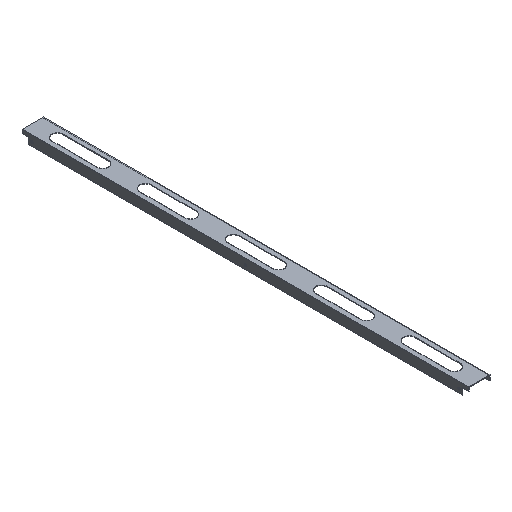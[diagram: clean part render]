
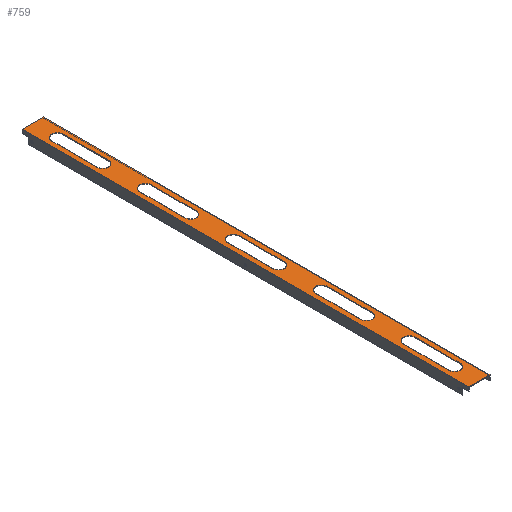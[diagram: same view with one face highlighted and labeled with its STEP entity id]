
A CAD part, isometric view. The second image highlights one B-rep face of the part: STEP entity #759.
In plain terms, the highlighted planar face has unit normal (0, 0, 1).
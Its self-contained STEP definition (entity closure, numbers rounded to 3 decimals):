
#18=FACE_BOUND('',#128,.T.);
#19=FACE_BOUND('',#129,.T.);
#20=FACE_BOUND('',#130,.T.);
#21=FACE_BOUND('',#131,.T.);
#22=FACE_BOUND('',#132,.T.);
#50=PLANE('',#845);
#87=FACE_OUTER_BOUND('',#127,.T.);
#127=EDGE_LOOP('',(#643,#644,#645,#646));
#128=EDGE_LOOP('',(#647,#648,#649,#650));
#129=EDGE_LOOP('',(#651,#652,#653,#654));
#130=EDGE_LOOP('',(#655,#656,#657,#658));
#131=EDGE_LOOP('',(#659,#660,#661,#662));
#132=EDGE_LOOP('',(#663,#664,#665,#666));
#147=LINE('',#1069,#226);
#151=LINE('',#1080,#230);
#155=LINE('',#1093,#234);
#159=LINE('',#1104,#238);
#163=LINE('',#1117,#242);
#167=LINE('',#1128,#246);
#171=LINE('',#1141,#250);
#175=LINE('',#1152,#254);
#179=LINE('',#1165,#258);
#183=LINE('',#1176,#262);
#204=LINE('',#1220,#283);
#218=LINE('',#1260,#297);
#219=LINE('',#1261,#298);
#220=LINE('',#1262,#299);
#226=VECTOR('',#862,10.);
#230=VECTOR('',#874,10.);
#234=VECTOR('',#886,10.);
#238=VECTOR('',#898,10.);
#242=VECTOR('',#910,10.);
#246=VECTOR('',#922,10.);
#250=VECTOR('',#934,10.);
#254=VECTOR('',#946,10.);
#258=VECTOR('',#958,10.);
#262=VECTOR('',#970,10.);
#283=VECTOR('',#1001,10.);
#297=VECTOR('',#1043,10.);
#298=VECTOR('',#1044,10.);
#299=VECTOR('',#1045,10.);
#303=CIRCLE('',#788,23.);
#305=CIRCLE('',#792,23.);
#307=CIRCLE('',#796,23.);
#309=CIRCLE('',#800,23.);
#311=CIRCLE('',#804,23.);
#313=CIRCLE('',#808,23.);
#315=CIRCLE('',#812,23.);
#317=CIRCLE('',#816,23.);
#319=CIRCLE('',#820,23.);
#321=CIRCLE('',#824,23.);
#329=VERTEX_POINT('',#1059);
#330=VERTEX_POINT('',#1060);
#333=VERTEX_POINT('',#1068);
#335=VERTEX_POINT('',#1074);
#337=VERTEX_POINT('',#1083);
#338=VERTEX_POINT('',#1084);
#341=VERTEX_POINT('',#1092);
#343=VERTEX_POINT('',#1098);
#345=VERTEX_POINT('',#1107);
#346=VERTEX_POINT('',#1108);
#349=VERTEX_POINT('',#1116);
#351=VERTEX_POINT('',#1122);
#353=VERTEX_POINT('',#1131);
#354=VERTEX_POINT('',#1132);
#357=VERTEX_POINT('',#1140);
#359=VERTEX_POINT('',#1146);
#361=VERTEX_POINT('',#1155);
#362=VERTEX_POINT('',#1156);
#365=VERTEX_POINT('',#1164);
#367=VERTEX_POINT('',#1170);
#385=VERTEX_POINT('',#1217);
#386=VERTEX_POINT('',#1219);
#397=VERTEX_POINT('',#1258);
#398=VERTEX_POINT('',#1259);
#399=EDGE_CURVE('',#329,#330,#303,.T.);
#403=EDGE_CURVE('',#333,#329,#147,.T.);
#406=EDGE_CURVE('',#335,#333,#305,.T.);
#409=EDGE_CURVE('',#330,#335,#151,.T.);
#411=EDGE_CURVE('',#337,#338,#307,.T.);
#415=EDGE_CURVE('',#341,#337,#155,.T.);
#418=EDGE_CURVE('',#343,#341,#309,.T.);
#421=EDGE_CURVE('',#338,#343,#159,.T.);
#423=EDGE_CURVE('',#345,#346,#311,.T.);
#427=EDGE_CURVE('',#349,#345,#163,.T.);
#430=EDGE_CURVE('',#351,#349,#313,.T.);
#433=EDGE_CURVE('',#346,#351,#167,.T.);
#435=EDGE_CURVE('',#353,#354,#315,.T.);
#439=EDGE_CURVE('',#357,#353,#171,.T.);
#442=EDGE_CURVE('',#359,#357,#317,.T.);
#445=EDGE_CURVE('',#354,#359,#175,.T.);
#447=EDGE_CURVE('',#361,#362,#319,.T.);
#451=EDGE_CURVE('',#365,#361,#179,.T.);
#454=EDGE_CURVE('',#367,#365,#321,.T.);
#457=EDGE_CURVE('',#362,#367,#183,.T.);
#478=EDGE_CURVE('',#385,#386,#204,.T.);
#498=EDGE_CURVE('',#397,#398,#218,.T.);
#499=EDGE_CURVE('',#397,#386,#219,.T.);
#500=EDGE_CURVE('',#385,#398,#220,.T.);
#643=ORIENTED_EDGE('',*,*,#498,.F.);
#644=ORIENTED_EDGE('',*,*,#499,.T.);
#645=ORIENTED_EDGE('',*,*,#478,.F.);
#646=ORIENTED_EDGE('',*,*,#500,.T.);
#647=ORIENTED_EDGE('',*,*,#399,.T.);
#648=ORIENTED_EDGE('',*,*,#409,.T.);
#649=ORIENTED_EDGE('',*,*,#406,.T.);
#650=ORIENTED_EDGE('',*,*,#403,.T.);
#651=ORIENTED_EDGE('',*,*,#411,.T.);
#652=ORIENTED_EDGE('',*,*,#421,.T.);
#653=ORIENTED_EDGE('',*,*,#418,.T.);
#654=ORIENTED_EDGE('',*,*,#415,.T.);
#655=ORIENTED_EDGE('',*,*,#423,.T.);
#656=ORIENTED_EDGE('',*,*,#433,.T.);
#657=ORIENTED_EDGE('',*,*,#430,.T.);
#658=ORIENTED_EDGE('',*,*,#427,.T.);
#659=ORIENTED_EDGE('',*,*,#435,.T.);
#660=ORIENTED_EDGE('',*,*,#445,.T.);
#661=ORIENTED_EDGE('',*,*,#442,.T.);
#662=ORIENTED_EDGE('',*,*,#439,.T.);
#663=ORIENTED_EDGE('',*,*,#447,.T.);
#664=ORIENTED_EDGE('',*,*,#457,.T.);
#665=ORIENTED_EDGE('',*,*,#454,.T.);
#666=ORIENTED_EDGE('',*,*,#451,.T.);
#759=ADVANCED_FACE('',(#87,#18,#19,#20,#21,#22),#50,.T.);
#788=AXIS2_PLACEMENT_3D('',#1061,#854,#855);
#792=AXIS2_PLACEMENT_3D('',#1075,#867,#868);
#796=AXIS2_PLACEMENT_3D('',#1085,#878,#879);
#800=AXIS2_PLACEMENT_3D('',#1099,#891,#892);
#804=AXIS2_PLACEMENT_3D('',#1109,#902,#903);
#808=AXIS2_PLACEMENT_3D('',#1123,#915,#916);
#812=AXIS2_PLACEMENT_3D('',#1133,#926,#927);
#816=AXIS2_PLACEMENT_3D('',#1147,#939,#940);
#820=AXIS2_PLACEMENT_3D('',#1157,#950,#951);
#824=AXIS2_PLACEMENT_3D('',#1171,#963,#964);
#845=AXIS2_PLACEMENT_3D('',#1257,#1041,#1042);
#854=DIRECTION('center_axis',(0.,0.,-1.));
#855=DIRECTION('ref_axis',(1.,0.,0.));
#862=DIRECTION('',(0.,-1.,0.));
#867=DIRECTION('center_axis',(0.,0.,-1.));
#868=DIRECTION('ref_axis',(-1.,0.,0.));
#874=DIRECTION('',(0.,1.,0.));
#878=DIRECTION('center_axis',(0.,0.,-1.));
#879=DIRECTION('ref_axis',(1.,0.,0.));
#886=DIRECTION('',(0.,-1.,0.));
#891=DIRECTION('center_axis',(0.,0.,-1.));
#892=DIRECTION('ref_axis',(-1.,0.,0.));
#898=DIRECTION('',(0.,1.,0.));
#902=DIRECTION('center_axis',(0.,0.,-1.));
#903=DIRECTION('ref_axis',(1.,0.,0.));
#910=DIRECTION('',(0.,-1.,0.));
#915=DIRECTION('center_axis',(0.,0.,-1.));
#916=DIRECTION('ref_axis',(-1.,0.,0.));
#922=DIRECTION('',(0.,1.,0.));
#926=DIRECTION('center_axis',(0.,0.,-1.));
#927=DIRECTION('ref_axis',(1.,0.,0.));
#934=DIRECTION('',(0.,-1.,0.));
#939=DIRECTION('center_axis',(0.,0.,-1.));
#940=DIRECTION('ref_axis',(-1.,0.,0.));
#946=DIRECTION('',(0.,1.,0.));
#950=DIRECTION('center_axis',(0.,0.,-1.));
#951=DIRECTION('ref_axis',(1.,0.,0.));
#958=DIRECTION('',(0.,-1.,0.));
#963=DIRECTION('center_axis',(0.,0.,-1.));
#964=DIRECTION('ref_axis',(-1.,0.,0.));
#970=DIRECTION('',(0.,1.,0.));
#1001=DIRECTION('',(-1.,0.,0.));
#1041=DIRECTION('center_axis',(0.,0.,1.));
#1042=DIRECTION('ref_axis',(1.,0.,0.));
#1043=DIRECTION('',(1.,0.,0.));
#1044=DIRECTION('',(0.,-1.,0.));
#1045=DIRECTION('',(0.,1.,0.));
#1059=CARTESIAN_POINT('',(23.,-789.5,2.));
#1060=CARTESIAN_POINT('',(-23.,-789.5,2.));
#1061=CARTESIAN_POINT('Origin',(0.,-789.5,2.));
#1068=CARTESIAN_POINT('',(23.,-610.5,2.));
#1069=CARTESIAN_POINT('',(23.,-305.25,2.));
#1074=CARTESIAN_POINT('',(-23.,-610.5,2.));
#1075=CARTESIAN_POINT('Origin',(0.,-610.5,2.));
#1080=CARTESIAN_POINT('',(-23.,-394.75,2.));
#1083=CARTESIAN_POINT('',(23.,260.5,2.));
#1084=CARTESIAN_POINT('',(-23.,260.5,2.));
#1085=CARTESIAN_POINT('Origin',(0.,260.5,2.));
#1092=CARTESIAN_POINT('',(23.,439.5,2.));
#1093=CARTESIAN_POINT('',(23.,219.75,2.));
#1098=CARTESIAN_POINT('',(-23.,439.5,2.));
#1099=CARTESIAN_POINT('Origin',(0.,439.5,2.));
#1104=CARTESIAN_POINT('',(-23.,130.25,2.));
#1107=CARTESIAN_POINT('',(23.,-439.5,2.));
#1108=CARTESIAN_POINT('',(-23.,-439.5,2.));
#1109=CARTESIAN_POINT('Origin',(0.,-439.5,2.));
#1116=CARTESIAN_POINT('',(23.,-260.5,2.));
#1117=CARTESIAN_POINT('',(23.,-130.25,2.));
#1122=CARTESIAN_POINT('',(-23.,-260.5,2.));
#1123=CARTESIAN_POINT('Origin',(0.,-260.5,2.));
#1128=CARTESIAN_POINT('',(-23.,-219.75,2.));
#1131=CARTESIAN_POINT('',(23.,610.5,2.));
#1132=CARTESIAN_POINT('',(-23.,610.5,2.));
#1133=CARTESIAN_POINT('Origin',(0.,610.5,2.));
#1140=CARTESIAN_POINT('',(23.,789.5,2.));
#1141=CARTESIAN_POINT('',(23.,394.75,2.));
#1146=CARTESIAN_POINT('',(-23.,789.5,2.));
#1147=CARTESIAN_POINT('Origin',(0.,789.5,2.));
#1152=CARTESIAN_POINT('',(-23.,305.25,2.));
#1155=CARTESIAN_POINT('',(23.,-89.5,2.));
#1156=CARTESIAN_POINT('',(-23.,-89.5,2.));
#1157=CARTESIAN_POINT('Origin',(0.,-89.5,2.));
#1164=CARTESIAN_POINT('',(23.,89.5,2.));
#1165=CARTESIAN_POINT('',(23.,44.75,2.));
#1170=CARTESIAN_POINT('',(-23.,89.5,2.));
#1171=CARTESIAN_POINT('Origin',(0.,89.5,2.));
#1176=CARTESIAN_POINT('',(-23.,-44.75,2.));
#1217=CARTESIAN_POINT('',(42.5,-889.,2.));
#1219=CARTESIAN_POINT('',(-42.5,-889.,2.));
#1220=CARTESIAN_POINT('',(-42.5,-889.,2.));
#1257=CARTESIAN_POINT('Origin',(0.,0.,2.));
#1258=CARTESIAN_POINT('',(-42.5,889.,2.));
#1259=CARTESIAN_POINT('',(42.5,889.,2.));
#1260=CARTESIAN_POINT('',(42.5,889.,2.));
#1261=CARTESIAN_POINT('',(-42.5,0.,2.));
#1262=CARTESIAN_POINT('',(42.5,0.,2.));
